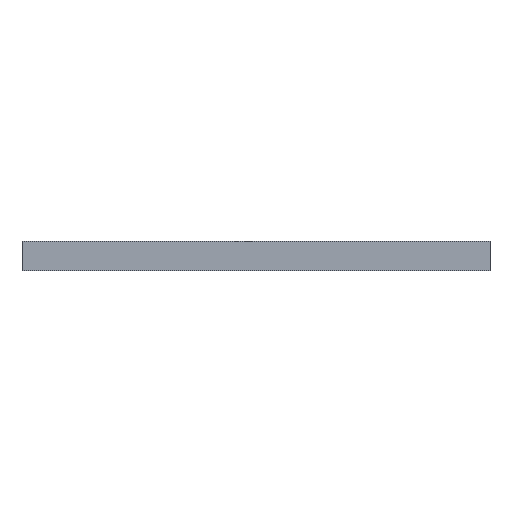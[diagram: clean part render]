
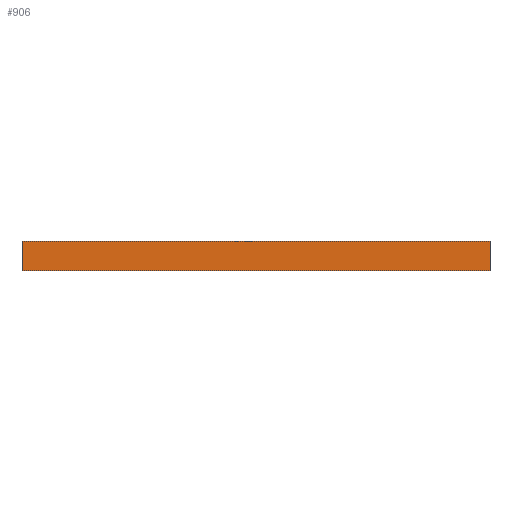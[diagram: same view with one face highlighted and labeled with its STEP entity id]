
A CAD part, left-side view. The second image highlights one B-rep face of the part: STEP entity #906.
In plain terms, the highlighted planar face has unit normal (-1, 0, 0).
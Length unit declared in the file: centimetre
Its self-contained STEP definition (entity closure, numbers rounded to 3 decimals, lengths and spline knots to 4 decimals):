
#124=VERTEX_POINT('',#1201);
#125=VERTEX_POINT('',#1203);
#126=VERTEX_POINT('',#1207);
#127=VERTEX_POINT('',#1209);
#213=VECTOR('',#1019,1.);
#215=VECTOR('',#1022,1.);
#216=VECTOR('',#1023,1.);
#217=VECTOR('',#1024,1.);
#333=LINE('',#1202,#213);
#335=LINE('',#1206,#215);
#336=LINE('',#1208,#216);
#337=LINE('',#1210,#217);
#453=EDGE_CURVE('',#125,#124,#333,.T.);
#455=EDGE_CURVE('',#124,#126,#335,.T.);
#456=EDGE_CURVE('',#127,#126,#336,.T.);
#457=EDGE_CURVE('',#125,#127,#337,.T.);
#584=ORIENTED_EDGE('',*,*,#455,.T.);
#585=ORIENTED_EDGE('',*,*,#456,.F.);
#586=ORIENTED_EDGE('',*,*,#457,.F.);
#587=ORIENTED_EDGE('',*,*,#453,.T.);
#794=EDGE_LOOP('',(#584,#585,#586,#587));
#850=FACE_BOUND('',#794,.T.);
#906=ADVANCED_FACE('',(#850),#1394,.T.);
#948=AXIS2_PLACEMENT_3D('',#1205,#1021,$);
#1019=DIRECTION('',(0.,0.,1.));
#1021=DIRECTION('',(-1.,0.,0.));
#1022=DIRECTION('',(0.,1.,0.));
#1023=DIRECTION('',(0.,0.,1.));
#1024=DIRECTION('',(0.,1.,0.));
#1201=CARTESIAN_POINT('',(11.1125,0.,0.1194));
#1202=CARTESIAN_POINT('',(11.1125,0.,0.));
#1203=CARTESIAN_POINT('',(11.1125,0.,0.));
#1205=CARTESIAN_POINT('',(11.1125,0.9525,0.));
#1206=CARTESIAN_POINT('',(11.1125,0.,0.1194));
#1207=CARTESIAN_POINT('',(11.1125,1.905,0.1194));
#1208=CARTESIAN_POINT('',(11.1125,1.905,0.));
#1209=CARTESIAN_POINT('',(11.1125,1.905,0.));
#1210=CARTESIAN_POINT('',(11.1125,0.,0.));
#1394=PLANE('',#948);
